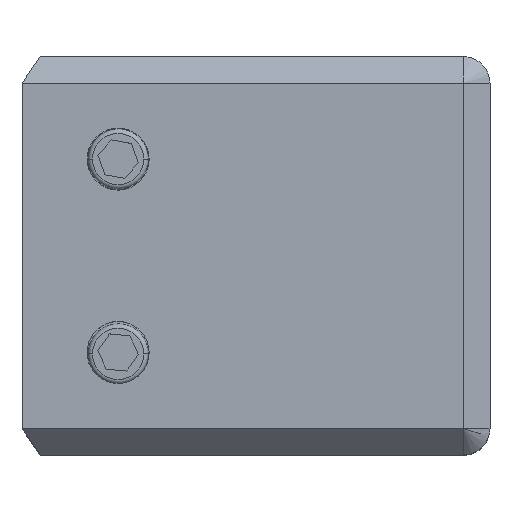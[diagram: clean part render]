
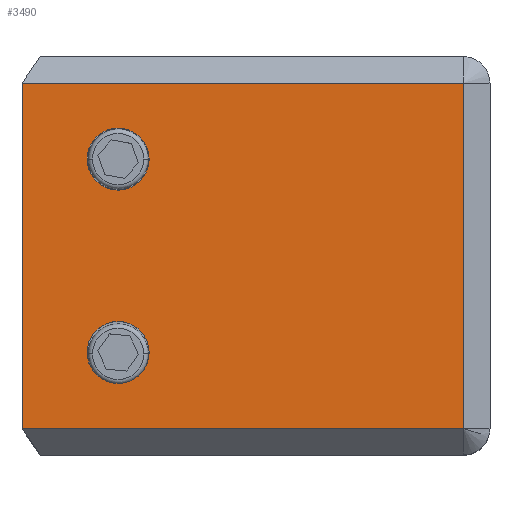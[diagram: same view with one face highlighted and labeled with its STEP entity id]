
A CAD part, top view. The second image highlights one B-rep face of the part: STEP entity #3490.
In plain terms, the highlighted planar face has unit normal (0, 0, 1).
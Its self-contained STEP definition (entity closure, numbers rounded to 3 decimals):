
#100 = CARTESIAN_POINT ( 'NONE',  ( -52.854, -39., 13.5 ) ) ;
#141 = DIRECTION ( 'NONE',  ( 0., 0., 1. ) ) ;
#159 = DIRECTION ( 'NONE',  ( 0., 1., 0. ) ) ;
#178 = VECTOR ( 'NONE', #541, 1000. ) ;
#223 = VERTEX_POINT ( 'NONE', #1500 ) ;
#245 = DIRECTION ( 'NONE',  ( 1., 0., 0. ) ) ;
#258 = DIRECTION ( 'NONE',  ( 1., 0., 0. ) ) ;
#376 = EDGE_LOOP ( 'NONE', ( #537, #1866 ) ) ;
#400 = ORIENTED_EDGE ( 'NONE', *, *, #3642, .F. ) ;
#458 = FACE_BOUND ( 'NONE', #892, .T. ) ;
#537 = ORIENTED_EDGE ( 'NONE', *, *, #3577, .F. ) ;
#541 = DIRECTION ( 'NONE',  ( 0., 1., 0. ) ) ;
#556 = ORIENTED_EDGE ( 'NONE', *, *, #2294, .T. ) ;
#636 = CARTESIAN_POINT ( 'NONE',  ( -38.5, -10.919, 13.5 ) ) ;
#676 = DIRECTION ( 'NONE',  ( 1., 0., 0. ) ) ;
#686 = DIRECTION ( 'NONE',  ( 0., 0., 1. ) ) ;
#726 = DIRECTION ( 'NONE',  ( 1., 0., 0. ) ) ;
#733 = CIRCLE ( 'NONE', #2388, 3.5 ) ;
#746 = CARTESIAN_POINT ( 'NONE',  ( -45.5, -10.919, 13.5 ) ) ;
#878 = ORIENTED_EDGE ( 'NONE', *, *, #2010, .F. ) ;
#880 = LINE ( 'NONE', #1735, #178 ) ;
#892 = EDGE_LOOP ( 'NONE', ( #1041, #878 ) ) ;
#974 = LINE ( 'NONE', #100, #2999 ) ;
#1041 = ORIENTED_EDGE ( 'NONE', *, *, #3075, .F. ) ;
#1045 = CARTESIAN_POINT ( 'NONE',  ( -42., 10.919, 13.5 ) ) ;
#1057 = DIRECTION ( 'NONE',  ( -1., 0., 0. ) ) ;
#1065 = VECTOR ( 'NONE', #1057, 1000. ) ;
#1333 = CARTESIAN_POINT ( 'NONE',  ( -42., -10.919, 13.5 ) ) ;
#1342 = ORIENTED_EDGE ( 'NONE', *, *, #2363, .T. ) ;
#1345 = VERTEX_POINT ( 'NONE', #1827 ) ;
#1500 = CARTESIAN_POINT ( 'NONE',  ( -38.5, 10.919, 13.5 ) ) ;
#1503 = LINE ( 'NONE', #2633, #3655 ) ;
#1549 = VERTEX_POINT ( 'NONE', #2832 ) ;
#1596 = PLANE ( 'NONE',  #3455 ) ;
#1656 = AXIS2_PLACEMENT_3D ( 'NONE', #2405, #141, #3250 ) ;
#1677 = DIRECTION ( 'NONE',  ( 0., 0., 1. ) ) ;
#1735 = CARTESIAN_POINT ( 'NONE',  ( -3., 19.5, 13.5 ) ) ;
#1805 = VERTEX_POINT ( 'NONE', #746 ) ;
#1827 = CARTESIAN_POINT ( 'NONE',  ( -45.5, 10.919, 13.5 ) ) ;
#1848 = DIRECTION ( 'NONE',  ( 0., 0., 1. ) ) ;
#1866 = ORIENTED_EDGE ( 'NONE', *, *, #1968, .F. ) ;
#1892 = CARTESIAN_POINT ( 'NONE',  ( -52.854, 19.5, 13.5 ) ) ;
#1968 = EDGE_CURVE ( 'NONE', #1345, #223, #733, .T. ) ;
#2010 = EDGE_CURVE ( 'NONE', #1805, #3044, #3440, .T. ) ;
#2099 = CARTESIAN_POINT ( 'NONE',  ( -52.854, 19.5, 13.5 ) ) ;
#2135 = FACE_BOUND ( 'NONE', #376, .T. ) ;
#2209 = VERTEX_POINT ( 'NONE', #2411 ) ;
#2260 = ORIENTED_EDGE ( 'NONE', *, *, #2914, .T. ) ;
#2294 = EDGE_CURVE ( 'NONE', #2598, #1549, #1503, .T. ) ;
#2354 = CARTESIAN_POINT ( 'NONE',  ( -52.854, -19.5, 13.5 ) ) ;
#2363 = EDGE_CURVE ( 'NONE', #2209, #2621, #2801, .T. ) ;
#2388 = AXIS2_PLACEMENT_3D ( 'NONE', #1045, #1677, #245 ) ;
#2405 = CARTESIAN_POINT ( 'NONE',  ( -42., -10.919, 13.5 ) ) ;
#2411 = CARTESIAN_POINT ( 'NONE',  ( -3., 19.5, 13.5 ) ) ;
#2470 = DIRECTION ( 'NONE',  ( 0., 0., 1. ) ) ;
#2522 = AXIS2_PLACEMENT_3D ( 'NONE', #3213, #1848, #676 ) ;
#2536 = EDGE_LOOP ( 'NONE', ( #400, #556, #2260, #1342 ) ) ;
#2598 = VERTEX_POINT ( 'NONE', #2354 ) ;
#2621 = VERTEX_POINT ( 'NONE', #2099 ) ;
#2633 = CARTESIAN_POINT ( 'NONE',  ( -3., -19.5, 13.5 ) ) ;
#2801 = LINE ( 'NONE', #1892, #1065 ) ;
#2806 = AXIS2_PLACEMENT_3D ( 'NONE', #1333, #2470, #3383 ) ;
#2832 = CARTESIAN_POINT ( 'NONE',  ( -3., -19.5, 13.5 ) ) ;
#2914 = EDGE_CURVE ( 'NONE', #1549, #2209, #880, .T. ) ;
#2986 = FACE_OUTER_BOUND ( 'NONE', #2536, .T. ) ;
#2999 = VECTOR ( 'NONE', #159, 1000. ) ;
#3044 = VERTEX_POINT ( 'NONE', #636 ) ;
#3075 = EDGE_CURVE ( 'NONE', #3044, #1805, #3359, .T. ) ;
#3213 = CARTESIAN_POINT ( 'NONE',  ( -42., 10.919, 13.5 ) ) ;
#3250 = DIRECTION ( 'NONE',  ( 1., 0., 0. ) ) ;
#3259 = CARTESIAN_POINT ( 'NONE',  ( 0., 0., 13.5 ) ) ;
#3359 = CIRCLE ( 'NONE', #1656, 3.5 ) ;
#3383 = DIRECTION ( 'NONE',  ( 1., 0., 0. ) ) ;
#3440 = CIRCLE ( 'NONE', #2806, 3.5 ) ;
#3455 = AXIS2_PLACEMENT_3D ( 'NONE', #3259, #686, #726 ) ;
#3490 = ADVANCED_FACE ( 'NONE', ( #2135, #458, #2986 ), #1596, .T. ) ;
#3519 = CIRCLE ( 'NONE', #2522, 3.5 ) ;
#3577 = EDGE_CURVE ( 'NONE', #223, #1345, #3519, .T. ) ;
#3642 = EDGE_CURVE ( 'NONE', #2598, #2621, #974, .T. ) ;
#3655 = VECTOR ( 'NONE', #258, 1000. ) ;
